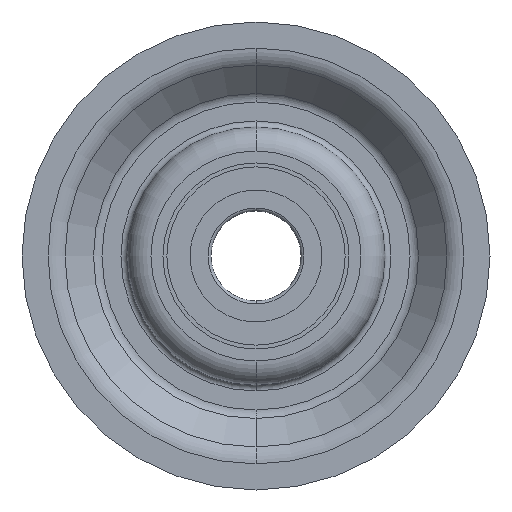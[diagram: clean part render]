
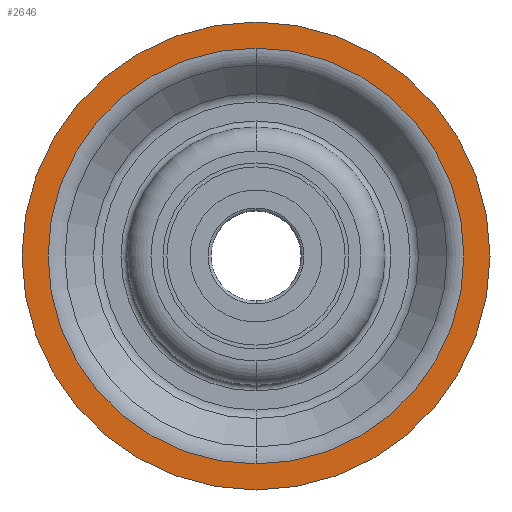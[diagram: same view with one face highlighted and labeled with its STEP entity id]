
A CAD part, left-side view. The second image highlights one B-rep face of the part: STEP entity #2646.
In plain terms, the highlighted planar face has unit normal (-1, 0, 0).
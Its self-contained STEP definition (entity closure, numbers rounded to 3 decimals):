
#47 = AXIS2_PLACEMENT_3D ( 'NONE', #2272, #2260, #1231 ) ;
#325 = VERTEX_POINT ( 'NONE', #903 ) ;
#492 = CARTESIAN_POINT ( 'NONE',  ( -9.5, 0., 0. ) ) ;
#506 = FACE_BOUND ( 'NONE', #2618, .T. ) ;
#510 = ORIENTED_EDGE ( 'NONE', *, *, #2598, .T. ) ;
#573 = CARTESIAN_POINT ( 'NONE',  ( -9.5, 0., -39. ) ) ;
#710 = DIRECTION ( 'NONE',  ( 0., 0., 1. ) ) ;
#728 = EDGE_LOOP ( 'NONE', ( #1184, #3222 ) ) ;
#888 = AXIS2_PLACEMENT_3D ( 'NONE', #492, #2570, #710 ) ;
#903 = CARTESIAN_POINT ( 'NONE',  ( -9.5, 0., 39. ) ) ;
#1048 = AXIS2_PLACEMENT_3D ( 'NONE', #1187, #1456, #1720 ) ;
#1103 = CARTESIAN_POINT ( 'NONE',  ( -9.5, 0., 0. ) ) ;
#1184 = ORIENTED_EDGE ( 'NONE', *, *, #2552, .T. ) ;
#1187 = CARTESIAN_POINT ( 'NONE',  ( -9.5, 0., 0. ) ) ;
#1223 = AXIS2_PLACEMENT_3D ( 'NONE', #3340, #2032, #1806 ) ;
#1231 = DIRECTION ( 'NONE',  ( 0., 0., -1. ) ) ;
#1273 = CARTESIAN_POINT ( 'NONE',  ( -9.5, 0., 34.657 ) ) ;
#1336 = ORIENTED_EDGE ( 'NONE', *, *, #1994, .T. ) ;
#1456 = DIRECTION ( 'NONE',  ( -1., 0., 0. ) ) ;
#1615 = DIRECTION ( 'NONE',  ( 1., 0., 0. ) ) ;
#1702 = EDGE_CURVE ( 'NONE', #2741, #325, #2821, .T. ) ;
#1720 = DIRECTION ( 'NONE',  ( 0., 0., 1. ) ) ;
#1780 = CARTESIAN_POINT ( 'NONE',  ( -9.5, 0., -34.657 ) ) ;
#1806 = DIRECTION ( 'NONE',  ( 0., 0., -1. ) ) ;
#1994 = EDGE_CURVE ( 'NONE', #3243, #2398, #2495, .T. ) ;
#2032 = DIRECTION ( 'NONE',  ( 1., 0., 0. ) ) ;
#2107 = DIRECTION ( 'NONE',  ( 0., 0., -1. ) ) ;
#2124 = CIRCLE ( 'NONE', #1048, 39. ) ;
#2260 = DIRECTION ( 'NONE',  ( 1., 0., 0. ) ) ;
#2272 = CARTESIAN_POINT ( 'NONE',  ( -9.5, 0., 0. ) ) ;
#2398 = VERTEX_POINT ( 'NONE', #1273 ) ;
#2495 = CIRCLE ( 'NONE', #2496, 34.657 ) ;
#2496 = AXIS2_PLACEMENT_3D ( 'NONE', #1103, #1615, #2107 ) ;
#2552 = EDGE_CURVE ( 'NONE', #325, #2741, #2124, .T. ) ;
#2570 = DIRECTION ( 'NONE',  ( -1., 0., 0. ) ) ;
#2598 = EDGE_CURVE ( 'NONE', #2398, #3243, #2739, .T. ) ;
#2618 = EDGE_LOOP ( 'NONE', ( #1336, #510 ) ) ;
#2646 = ADVANCED_FACE ( 'NONE', ( #506, #2694 ), #3378, .F. ) ;
#2694 = FACE_OUTER_BOUND ( 'NONE', #728, .T. ) ;
#2739 = CIRCLE ( 'NONE', #47, 34.657 ) ;
#2741 = VERTEX_POINT ( 'NONE', #573 ) ;
#2821 = CIRCLE ( 'NONE', #888, 39. ) ;
#3222 = ORIENTED_EDGE ( 'NONE', *, *, #1702, .T. ) ;
#3243 = VERTEX_POINT ( 'NONE', #1780 ) ;
#3340 = CARTESIAN_POINT ( 'NONE',  ( -9.5, 33., 0. ) ) ;
#3378 = PLANE ( 'NONE',  #1223 ) ;
